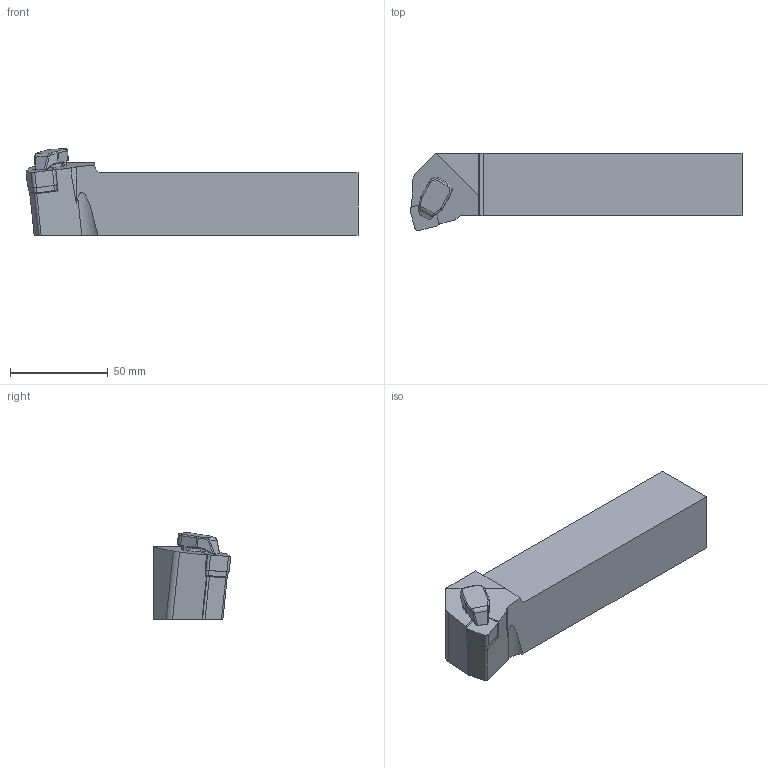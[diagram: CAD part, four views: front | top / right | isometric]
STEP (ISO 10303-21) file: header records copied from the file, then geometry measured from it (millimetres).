
FILE_DESCRIPTION (( 'STEP AP214' ), '1' );
FILE_NAME ('CSKNR-3232-P1207C-LIGHT.STP', '2023-10-31T08:17:47', ( '' ), ( '' ), 'SwSTEP 2.0', 'SolidWorks 2018', '' );
FILE_SCHEMA (( 'AUTOMOTIVE_DESIGN' ));
Length unit declared in the file: millimetre
Products named in the file (1): CSKNR-3232-P1207C-LIGHT
Bounding box: 169.77 x 39.65 x 44.25 mm (x, y, z)
Volume: 176483.2 mm3; surface area: 25366.8 mm2
Topology: 2 solids, 3 shells, 161 faces, 405 edges, 245 vertices
Faces by surface type: plane 60, cylinder 58, torus 21, cone 14, bspline 8
Entity records: 6686 total; most frequent: CARTESIAN_POINT 1060, DIRECTION 814, ORIENTED_EDGE 802, EDGE_CURVE 401, AXIS2_PLACEMENT_3D 299, VERTEX_POINT 245, LINE 216, VECTOR 216
